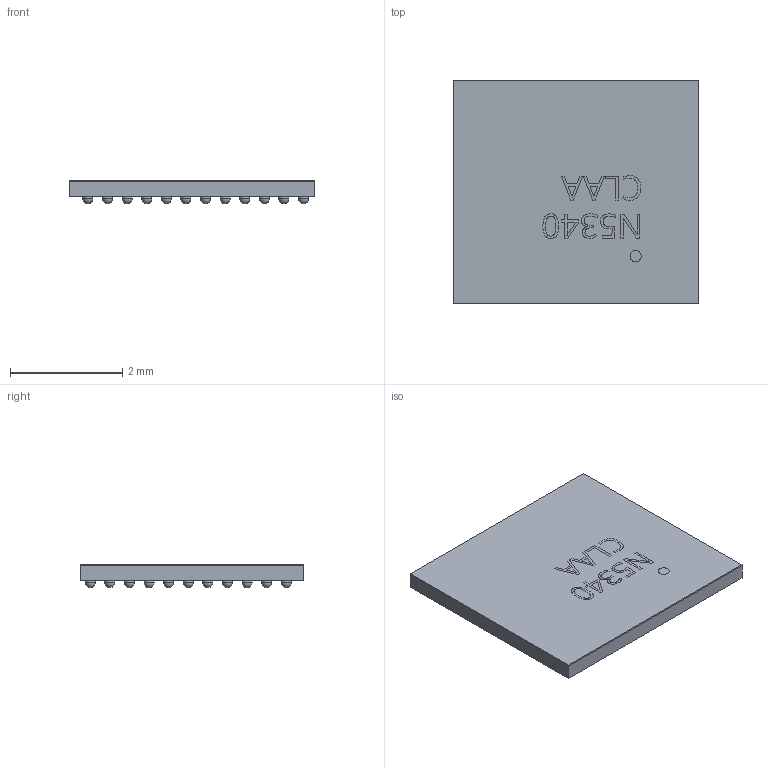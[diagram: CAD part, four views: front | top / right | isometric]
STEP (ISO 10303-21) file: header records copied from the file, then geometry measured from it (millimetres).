
FILE_DESCRIPTION (( 'STEP AP214' ), '1' );
FILE_NAME ('nrf5340_claa_only.STEP', '2024-02-27T16:56:05', ( '' ), ( '' ), 'SwSTEP 2.0', 'SolidWorks 2023', '' );
FILE_SCHEMA (( 'AUTOMOTIVE_DESIGN' ));
Length unit declared in the file: millimetre
Products named in the file (7): U1_2.step; nRF5340-CLAA.step; nrf5340_claa_config1_Copy.step; nRF5340-CLAA-1.step; nRF5340-CLAA-2.step; nRF5340-CLAA-0.step; nrf5340_claa_only
Assembly tree (6 placements, depth 4):
  nrf5340_claa_only
    nrf5340_claa_config1_Copy.step
      U1_2.step
        nRF5340-CLAA.step
        nRF5340-CLAA-0.step
        nRF5340-CLAA-1.step
        nRF5340-CLAA-2.step
Bounding box: 4.39 x 3.99 x 0.42 mm (x, y, z)
Volume: 5.8 mm3; surface area: 149.9 mm2
Topology: 4 solids, 4 shells, 467 faces, 1620 edges, 1175 vertices
Faces by surface type: sphere 285, plane 108, bspline 72, cylinder 2
Entity records: 14408 total; most frequent: CARTESIAN_POINT 3066, DIRECTION 2292, ORIENTED_EDGE 2100, EDGE_CURVE 1050, AXIS2_PLACEMENT_3D 980, VERTEX_POINT 890, EDGE_LOOP 766, CIRCLE 574
